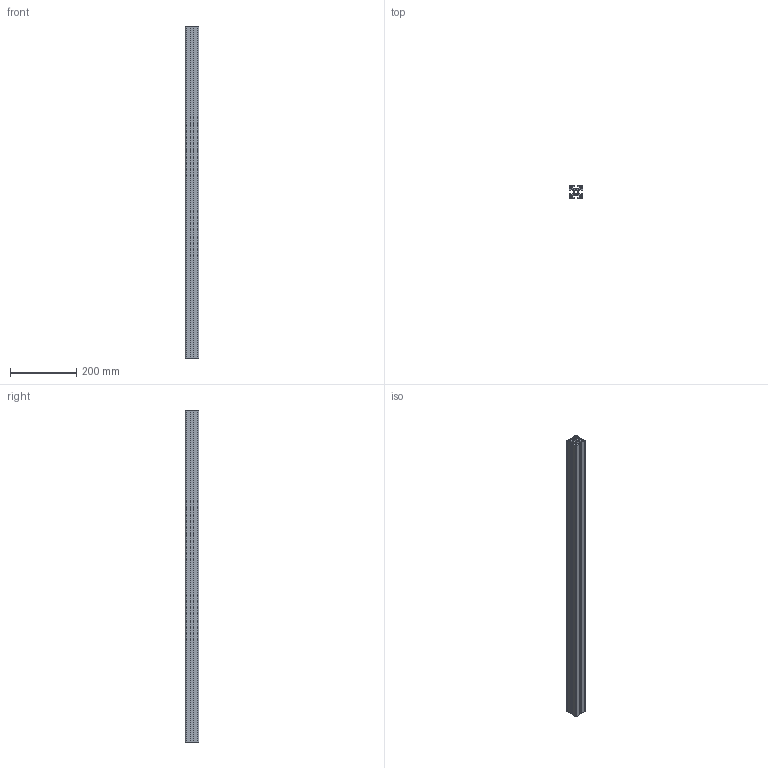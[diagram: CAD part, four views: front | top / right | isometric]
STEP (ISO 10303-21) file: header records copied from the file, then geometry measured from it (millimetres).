
FILE_DESCRIPTION(/* description */ (''),/* implementation_level */ '2;1');
FILE_NAME(/* name */ 'PK4040.stp',/* time_stamp */ '2023-05-26T08:31:27+02:00',/* author */ ('stefan.nesic'),/* organization */ (''),/* preprocessor_version */ 'ST-DEVELOPER v18.1',/* originating_system */ 'Autodesk Inventor 2021',/* authorisation */ '');
FILE_SCHEMA (('CONFIG_CONTROL_DESIGN'));
Length unit declared in the file: millimetre
Products named in the file (1): PG4040_GD1
Bounding box: 40 x 40 x 1000 mm (x, y, z)
Volume: 757706.3 mm3; surface area: 424789.7 mm2
Topology: 1 solids, 1 shells, 110 faces, 324 edges, 216 vertices
Faces by surface type: plane 68, cylinder 42
Full cylindrical faces by diameter (mm): 5 x4
Entity records: 3733 total; most frequent: CARTESIAN_POINT 651, ORIENTED_EDGE 648, DIRECTION 630, EDGE_CURVE 324, LINE 240, VECTOR 240, VERTEX_POINT 216, AXIS2_PLACEMENT_3D 195
